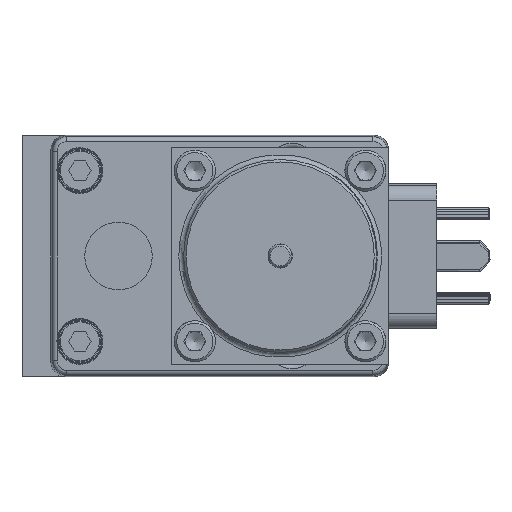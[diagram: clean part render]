
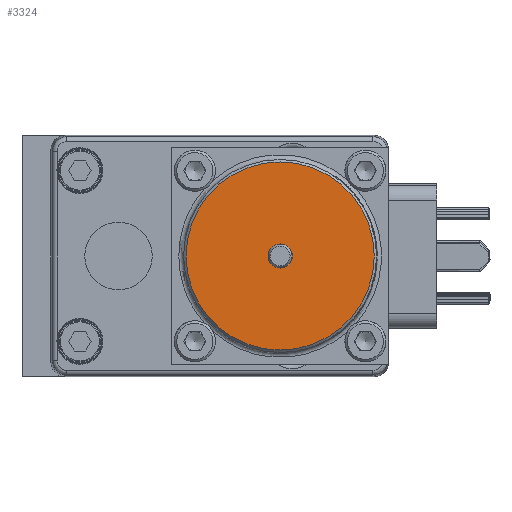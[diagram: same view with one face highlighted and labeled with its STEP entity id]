
A CAD part, left-side view. The second image highlights one B-rep face of the part: STEP entity #3324.
In plain terms, the highlighted planar face has unit normal (-1, 0, 0).
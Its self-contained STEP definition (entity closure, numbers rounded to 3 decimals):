
#2426 = DIRECTION ( 'NONE',  ( 0., 1., 0. ) ) ;
#3324 = ADVANCED_FACE ( 'NONE', ( #64773, #27414 ), #21052, .T. ) ;
#9633 = AXIS2_PLACEMENT_3D ( 'NONE', #29142, #40852, #2426 ) ;
#16044 = DIRECTION ( 'NONE',  ( -1., 0., 0. ) ) ;
#17839 = EDGE_LOOP ( 'NONE', ( #56218 ) ) ;
#18881 = AXIS2_PLACEMENT_3D ( 'NONE', #37414, #48448, #26741 ) ;
#21052 = PLANE ( 'NONE',  #69833 ) ;
#26741 = DIRECTION ( 'NONE',  ( 0., -1., 0. ) ) ;
#27414 = FACE_OUTER_BOUND ( 'NONE', #58047, .T. ) ;
#29142 = CARTESIAN_POINT ( 'NONE',  ( -85.45, 9.5, -25. ) ) ;
#29938 = CARTESIAN_POINT ( 'NONE',  ( -85.45, 29., -25. ) ) ;
#30120 = CARTESIAN_POINT ( 'NONE',  ( -85.45, 7., -25. ) ) ;
#32048 = DIRECTION ( 'NONE',  ( 0., 1., 0. ) ) ;
#33994 = VERTEX_POINT ( 'NONE', #29938 ) ;
#37414 = CARTESIAN_POINT ( 'NONE',  ( -85.45, 9.5, -25. ) ) ;
#39345 = CIRCLE ( 'NONE', #18881, 2.5 ) ;
#40852 = DIRECTION ( 'NONE',  ( -1., 0., 0. ) ) ;
#45118 = EDGE_CURVE ( 'NONE', #67829, #67829, #39345, .T. ) ;
#47148 = CIRCLE ( 'NONE', #9633, 19.5 ) ;
#48448 = DIRECTION ( 'NONE',  ( 1., 0., 0. ) ) ;
#52969 = ORIENTED_EDGE ( 'NONE', *, *, #64815, .T. ) ;
#56218 = ORIENTED_EDGE ( 'NONE', *, *, #45118, .T. ) ;
#58047 = EDGE_LOOP ( 'NONE', ( #52969 ) ) ;
#64429 = CARTESIAN_POINT ( 'NONE',  ( -85.45, 9.5, -25. ) ) ;
#64773 = FACE_BOUND ( 'NONE', #17839, .T. ) ;
#64815 = EDGE_CURVE ( 'NONE', #33994, #33994, #47148, .T. ) ;
#67829 = VERTEX_POINT ( 'NONE', #30120 ) ;
#69833 = AXIS2_PLACEMENT_3D ( 'NONE', #64429, #16044, #32048 ) ;
